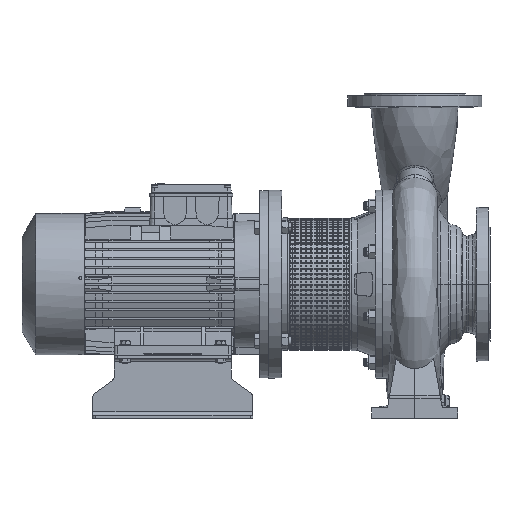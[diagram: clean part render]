
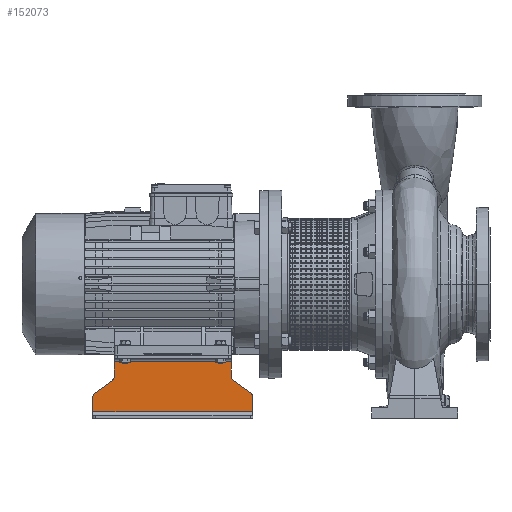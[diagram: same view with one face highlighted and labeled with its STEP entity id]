
A CAD part, front view. The second image highlights one B-rep face of the part: STEP entity #152073.
In plain terms, the highlighted face is planar.
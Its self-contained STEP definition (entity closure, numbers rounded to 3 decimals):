
#2369 = CARTESIAN_POINT ( 'NONE',  ( 119., 6., 78.602 ) ) ;
#3862 = EDGE_CURVE ( 'NONE', #184516, #154365, #124055, .T. ) ;
#4059 = CARTESIAN_POINT ( 'NONE',  ( -139., 6., 39.398 ) ) ;
#4381 = VERTEX_POINT ( 'NONE', #22785 ) ;
#7737 = CARTESIAN_POINT ( 'NONE',  ( -149., 6., 12.5 ) ) ;
#8742 = ORIENTED_EDGE ( 'NONE', *, *, #140125, .T. ) ;
#8987 = LINE ( 'NONE', #193598, #33355 ) ;
#9809 = VECTOR ( 'NONE', #92254, 1000. ) ;
#12066 = CARTESIAN_POINT ( 'NONE',  ( -109., 6., 73.5 ) ) ;
#15091 = AXIS2_PLACEMENT_3D ( 'NONE', #4059, #32172, #47213 ) ;
#15411 = DIRECTION ( 'NONE',  ( 0., -1., 0. ) ) ;
#21081 = DIRECTION ( 'NONE',  ( 0., 0., -1. ) ) ;
#22785 = CARTESIAN_POINT ( 'NONE',  ( -109., 6., 105.5 ) ) ;
#22790 = LINE ( 'NONE', #7737, #176697 ) ;
#24738 = DIRECTION ( 'NONE',  ( 1., 0., 0. ) ) ;
#25148 = LINE ( 'NONE', #12066, #115122 ) ;
#25372 = VERTEX_POINT ( 'NONE', #166735 ) ;
#25972 = LINE ( 'NONE', #29919, #75565 ) ;
#27405 = LINE ( 'NONE', #148792, #86557 ) ;
#28927 = EDGE_CURVE ( 'NONE', #81714, #120351, #162407, .T. ) ;
#29751 = CARTESIAN_POINT ( 'NONE',  ( 144.87, 6., 47.494 ) ) ;
#29919 = CARTESIAN_POINT ( 'NONE',  ( -149., 6., 105.5 ) ) ;
#31109 = CARTESIAN_POINT ( 'NONE',  ( -149., 6., 44.5 ) ) ;
#31980 = CARTESIAN_POINT ( 'NONE',  ( 139., 6., 39.398 ) ) ;
#32172 = DIRECTION ( 'NONE',  ( 0., -1., 0. ) ) ;
#32589 = VERTEX_POINT ( 'NONE', #29751 ) ;
#32895 = CARTESIAN_POINT ( 'NONE',  ( 113.13, 6., 70.506 ) ) ;
#33355 = VECTOR ( 'NONE', #55122, 1000. ) ;
#37626 = AXIS2_PLACEMENT_3D ( 'NONE', #105432, #165668, #166670 ) ;
#38235 = ORIENTED_EDGE ( 'NONE', *, *, #95034, .T. ) ;
#40618 = EDGE_CURVE ( 'NONE', #101296, #32589, #65882, .T. ) ;
#42115 = ORIENTED_EDGE ( 'NONE', *, *, #3862, .F. ) ;
#43337 = ORIENTED_EDGE ( 'NONE', *, *, #177623, .F. ) ;
#45036 = DIRECTION ( 'NONE',  ( 0., -1., 0. ) ) ;
#46311 = EDGE_CURVE ( 'NONE', #171944, #184516, #185612, .T. ) ;
#47213 = DIRECTION ( 'NONE',  ( 0., 0., -1. ) ) ;
#48757 = CARTESIAN_POINT ( 'NONE',  ( 149., 6., 39.398 ) ) ;
#53147 = LINE ( 'NONE', #131337, #170468 ) ;
#55122 = DIRECTION ( 'NONE',  ( 0.81, 0., -0.587 ) ) ;
#65882 = CIRCLE ( 'NONE', #113551, 10. ) ;
#67046 = CARTESIAN_POINT ( 'NONE',  ( 109., 6., 78.602 ) ) ;
#67459 = CARTESIAN_POINT ( 'NONE',  ( -113.13, 6., 70.506 ) ) ;
#72649 = ORIENTED_EDGE ( 'NONE', *, *, #46311, .F. ) ;
#73523 = DIRECTION ( 'NONE',  ( 0., 0., -1. ) ) ;
#75565 = VECTOR ( 'NONE', #152302, 1000. ) ;
#77999 = CARTESIAN_POINT ( 'NONE',  ( -109., 6., 78.602 ) ) ;
#81714 = VERTEX_POINT ( 'NONE', #120066 ) ;
#86395 = AXIS2_PLACEMENT_3D ( 'NONE', #2369, #15411, #124723 ) ;
#86557 = VECTOR ( 'NONE', #73523, 1000. ) ;
#86785 = CARTESIAN_POINT ( 'NONE',  ( -149., 6., 39.398 ) ) ;
#92254 = DIRECTION ( 'NONE',  ( -0.81, 0., -0.587 ) ) ;
#95034 = EDGE_CURVE ( 'NONE', #120915, #32589, #8987, .T. ) ;
#95870 = CIRCLE ( 'NONE', #86395, 10. ) ;
#96799 = ORIENTED_EDGE ( 'NONE', *, *, #142478, .F. ) ;
#99150 = EDGE_CURVE ( 'NONE', #81714, #4381, #25972, .T. ) ;
#101296 = VERTEX_POINT ( 'NONE', #48757 ) ;
#105432 = CARTESIAN_POINT ( 'NONE',  ( -119., 6., 78.602 ) ) ;
#108674 = EDGE_CURVE ( 'NONE', #120351, #120915, #95870, .T. ) ;
#111673 = ORIENTED_EDGE ( 'NONE', *, *, #108674, .T. ) ;
#113321 = CARTESIAN_POINT ( 'NONE',  ( 109., 6., 73.5 ) ) ;
#113506 = VERTEX_POINT ( 'NONE', #170843 ) ;
#113551 = AXIS2_PLACEMENT_3D ( 'NONE', #31980, #45036, #122239 ) ;
#115122 = VECTOR ( 'NONE', #151488, 1000. ) ;
#117573 = DIRECTION ( 'NONE',  ( 0., -1., 0. ) ) ;
#119817 = CARTESIAN_POINT ( 'NONE',  ( -144.87, 6., 47.494 ) ) ;
#120066 = CARTESIAN_POINT ( 'NONE',  ( 109., 6., 105.5 ) ) ;
#120351 = VERTEX_POINT ( 'NONE', #67046 ) ;
#120915 = VERTEX_POINT ( 'NONE', #32895 ) ;
#121304 = ORIENTED_EDGE ( 'NONE', *, *, #157939, .F. ) ;
#122239 = DIRECTION ( 'NONE',  ( 0., 0., 1. ) ) ;
#124055 = CIRCLE ( 'NONE', #15091, 10. ) ;
#124723 = DIRECTION ( 'NONE',  ( 0., 0., -1. ) ) ;
#131337 = CARTESIAN_POINT ( 'NONE',  ( -149., 6., 129.8 ) ) ;
#134628 = CARTESIAN_POINT ( 'NONE',  ( -149., 6., 105.5 ) ) ;
#135614 = PLANE ( 'NONE',  #150077 ) ;
#140125 = EDGE_CURVE ( 'NONE', #101296, #113506, #27405, .T. ) ;
#142478 = EDGE_CURVE ( 'NONE', #25372, #113506, #22790, .T. ) ;
#146016 = EDGE_LOOP ( 'NONE', ( #38235, #155605, #8742, #96799, #43337, #42115, #72649, #180361, #121304, #171041, #160105, #111673 ) ) ;
#148792 = CARTESIAN_POINT ( 'NONE',  ( 149., 6., 129.8 ) ) ;
#150077 = AXIS2_PLACEMENT_3D ( 'NONE', #134628, #117573, #165729 ) ;
#151488 = DIRECTION ( 'NONE',  ( 0., 0., -1. ) ) ;
#151651 = FACE_OUTER_BOUND ( 'NONE', #146016, .T. ) ;
#152073 = ADVANCED_FACE ( 'NONE', ( #151651 ), #135614, .F. ) ;
#152302 = DIRECTION ( 'NONE',  ( -1., 0., 0. ) ) ;
#154365 = VERTEX_POINT ( 'NONE', #86785 ) ;
#155605 = ORIENTED_EDGE ( 'NONE', *, *, #40618, .F. ) ;
#157939 = EDGE_CURVE ( 'NONE', #4381, #167526, #25148, .T. ) ;
#160105 = ORIENTED_EDGE ( 'NONE', *, *, #28927, .T. ) ;
#162407 = LINE ( 'NONE', #113321, #187004 ) ;
#162617 = CIRCLE ( 'NONE', #37626, 10. ) ;
#165668 = DIRECTION ( 'NONE',  ( 0., -1., 0. ) ) ;
#165729 = DIRECTION ( 'NONE',  ( 0., 0., -1. ) ) ;
#166670 = DIRECTION ( 'NONE',  ( 0., 0., -1. ) ) ;
#166735 = CARTESIAN_POINT ( 'NONE',  ( -149., 6., 12.5 ) ) ;
#167526 = VERTEX_POINT ( 'NONE', #77999 ) ;
#170468 = VECTOR ( 'NONE', #21081, 1000. ) ;
#170843 = CARTESIAN_POINT ( 'NONE',  ( 149., 6., 12.5 ) ) ;
#171041 = ORIENTED_EDGE ( 'NONE', *, *, #99150, .F. ) ;
#171944 = VERTEX_POINT ( 'NONE', #67459 ) ;
#176697 = VECTOR ( 'NONE', #24738, 1000. ) ;
#177500 = DIRECTION ( 'NONE',  ( 0., 0., -1. ) ) ;
#177623 = EDGE_CURVE ( 'NONE', #154365, #25372, #53147, .T. ) ;
#180361 = ORIENTED_EDGE ( 'NONE', *, *, #191281, .T. ) ;
#184516 = VERTEX_POINT ( 'NONE', #119817 ) ;
#185612 = LINE ( 'NONE', #31109, #9809 ) ;
#187004 = VECTOR ( 'NONE', #177500, 1000. ) ;
#191281 = EDGE_CURVE ( 'NONE', #171944, #167526, #162617, .T. ) ;
#193598 = CARTESIAN_POINT ( 'NONE',  ( 149., 6., 44.5 ) ) ;
